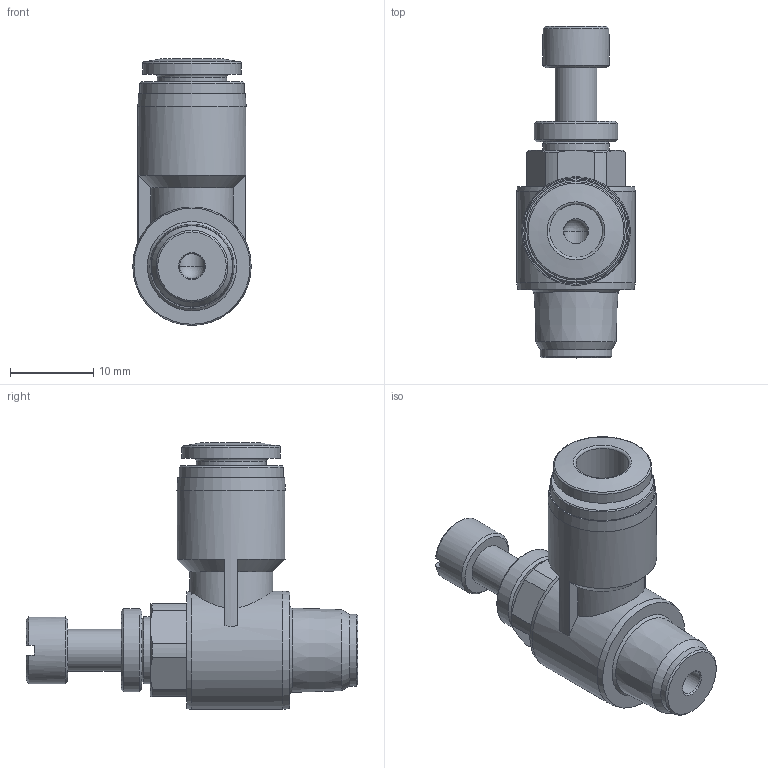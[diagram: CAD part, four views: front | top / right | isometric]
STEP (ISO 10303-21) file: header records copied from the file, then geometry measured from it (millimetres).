
FILE_DESCRIPTION(/* description */ ('STEP AP214'),/* implementation_level */ '2;1');
FILE_NAME(/* name */ '534658_GRLA-1_8-QB-1_4-U',/* time_stamp */ '2024-08-26T16:31:20+02:00',/* author */ ('License CC BY-ND 4.0'),/* organization */ ('CADENAS'),/* preprocessor_version */ 'ST-DEVELOPER v19.3',/* originating_system */ 'PARTsolutions',/* authorisation */ ' ');
FILE_SCHEMA (('AUTOMOTIVE_DESIGN {1 0 10303 214 3 1 1}'));
Length unit declared in the file: millimetre
Products named in the file (1): 534658 GRLA-1/8-QB-1/4-U---(39.8)
Bounding box: 14.2 x 39.8 x 32 mm (x, y, z)
Volume: 5035.8 mm3; surface area: 3111.5 mm2
Topology: 1 solids, 1 shells, 75 faces, 171 edges, 106 vertices
Faces by surface type: plane 26, cone 24, cylinder 21, torus 3, sphere 1
Full cylindrical faces by diameter (mm): 3 x2, 5 x1, 6.35 x1, 8 x2, 8.35 x1, 8.611 x1, 10 x1, 11.8 x1, 12.5 x1, 13 x1, 14.2 x1
Entity records: 2512 total; most frequent: CARTESIAN_POINT 417, DIRECTION 334, ORIENTED_EDGE 270, AXIS2_PLACEMENT_3D 150, EDGE_CURVE 135, EDGE_LOOP 116, FACE_BOUND 116, VERTEX_POINT 101
